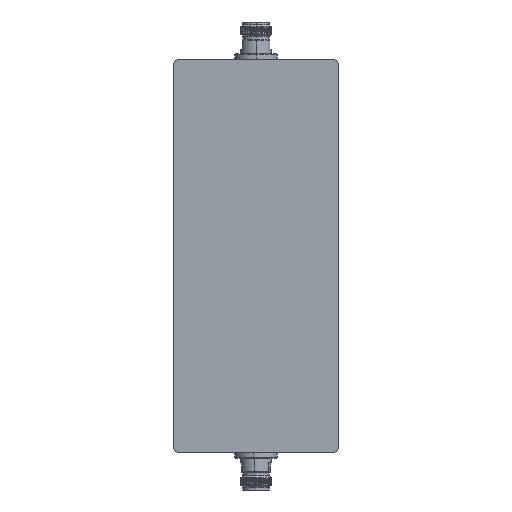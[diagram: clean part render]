
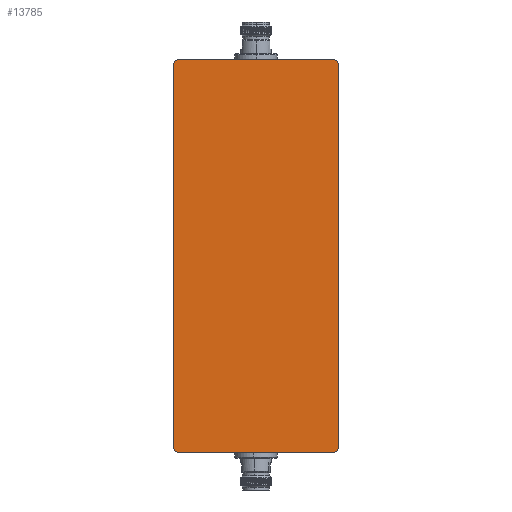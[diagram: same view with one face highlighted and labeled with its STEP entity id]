
A CAD part, front view. The second image highlights one B-rep face of the part: STEP entity #13785.
In plain terms, the highlighted planar face has unit normal (0, -1, 0).
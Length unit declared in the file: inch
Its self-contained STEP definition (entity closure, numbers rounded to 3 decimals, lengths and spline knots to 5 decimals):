
#909 = AXIS2_PLACEMENT_3D ( 'NONE', #14243, #4485, #1904 ) ;
#1456 = ORIENTED_EDGE ( 'NONE', *, *, #2113, .T. ) ;
#1779 = VECTOR ( 'NONE', #8348, 39.37008 ) ;
#1904 = DIRECTION ( 'NONE',  ( 0., 0., 1. ) ) ;
#2079 = VERTEX_POINT ( 'NONE', #3428 ) ;
#2113 = EDGE_CURVE ( 'NONE', #12595, #14117, #6061, .T. ) ;
#2157 = VECTOR ( 'NONE', #7933, 39.37008 ) ;
#2211 = CIRCLE ( 'NONE', #11312, 0.11811 ) ;
#2405 = CARTESIAN_POINT ( 'NONE',  ( 2.03224, -1.53254, 11.92913 ) ) ;
#2765 = LINE ( 'NONE', #7748, #10069 ) ;
#2877 = FACE_OUTER_BOUND ( 'NONE', #11665, .T. ) ;
#3428 = CARTESIAN_POINT ( 'NONE',  ( 1.91413, -1.53254, 11.92913 ) ) ;
#3654 = DIRECTION ( 'NONE',  ( 1., 0., 0. ) ) ;
#4169 = LINE ( 'NONE', #9159, #2157 ) ;
#4393 = ORIENTED_EDGE ( 'NONE', *, *, #10150, .F. ) ;
#4485 = DIRECTION ( 'NONE',  ( 0., -1., 0. ) ) ;
#4686 = DIRECTION ( 'NONE',  ( 0., 0., 1. ) ) ;
#4968 = CARTESIAN_POINT ( 'NONE',  ( 1.91413, -1.53254, 3.97638 ) ) ;
#5049 = CARTESIAN_POINT ( 'NONE',  ( -1.31422, -1.53254, 11.92913 ) ) ;
#5221 = ORIENTED_EDGE ( 'NONE', *, *, #12648, .F. ) ;
#5282 = CARTESIAN_POINT ( 'NONE',  ( -1.31422, -1.53254, 11.81102 ) ) ;
#5386 = CARTESIAN_POINT ( 'NONE',  ( -1.19611, -1.53254, 3.97638 ) ) ;
#5420 = VERTEX_POINT ( 'NONE', #6155 ) ;
#5448 = EDGE_CURVE ( 'NONE', #14117, #15515, #8449, .T. ) ;
#5879 = DIRECTION ( 'NONE',  ( 0., 0., 1. ) ) ;
#5883 = AXIS2_PLACEMENT_3D ( 'NONE', #5049, #9934, #3654 ) ;
#5939 = DIRECTION ( 'NONE',  ( 0., -1., 0. ) ) ;
#6013 = CARTESIAN_POINT ( 'NONE',  ( -1.19611, -1.53254, 11.81102 ) ) ;
#6061 = LINE ( 'NONE', #14483, #1779 ) ;
#6129 = AXIS2_PLACEMENT_3D ( 'NONE', #6013, #5939, #4686 ) ;
#6155 = CARTESIAN_POINT ( 'NONE',  ( -1.19611, -1.53254, 11.92913 ) ) ;
#6361 = ORIENTED_EDGE ( 'NONE', *, *, #15019, .T. ) ;
#6789 = DIRECTION ( 'NONE',  ( 0., -1., 0. ) ) ;
#7321 = EDGE_CURVE ( 'NONE', #10186, #2079, #12646, .T. ) ;
#7397 = VECTOR ( 'NONE', #16062, 39.37008 ) ;
#7748 = CARTESIAN_POINT ( 'NONE',  ( -1.31422, -1.53254, 11.92913 ) ) ;
#7837 = DIRECTION ( 'NONE',  ( 0., 0., 1. ) ) ;
#7862 = PLANE ( 'NONE',  #5883 ) ;
#7933 = DIRECTION ( 'NONE',  ( 1., 0., 0. ) ) ;
#8022 = CARTESIAN_POINT ( 'NONE',  ( 2.03224, -1.53254, 4.09449 ) ) ;
#8348 = DIRECTION ( 'NONE',  ( 0., 0., -1. ) ) ;
#8372 = EDGE_CURVE ( 'NONE', #9328, #14474, #2211, .T. ) ;
#8449 = CIRCLE ( 'NONE', #10008, 0.11811 ) ;
#9013 = ORIENTED_EDGE ( 'NONE', *, *, #5448, .T. ) ;
#9159 = CARTESIAN_POINT ( 'NONE',  ( -1.31422, -1.53254, 3.97638 ) ) ;
#9328 = VERTEX_POINT ( 'NONE', #4968 ) ;
#9744 = ORIENTED_EDGE ( 'NONE', *, *, #13341, .T. ) ;
#9934 = DIRECTION ( 'NONE',  ( 0., 1., 0. ) ) ;
#10008 = AXIS2_PLACEMENT_3D ( 'NONE', #11562, #15354, #7837 ) ;
#10069 = VECTOR ( 'NONE', #12726, 39.37008 ) ;
#10150 = EDGE_CURVE ( 'NONE', #10186, #14474, #14913, .T. ) ;
#10186 = VERTEX_POINT ( 'NONE', #12201 ) ;
#10536 = CARTESIAN_POINT ( 'NONE',  ( -1.31422, -1.53254, 4.09449 ) ) ;
#11310 = ORIENTED_EDGE ( 'NONE', *, *, #7321, .T. ) ;
#11312 = AXIS2_PLACEMENT_3D ( 'NONE', #12063, #6789, #5879 ) ;
#11562 = CARTESIAN_POINT ( 'NONE',  ( -1.19611, -1.53254, 4.09449 ) ) ;
#11665 = EDGE_LOOP ( 'NONE', ( #4393, #11310, #5221, #9744, #1456, #9013, #6361, #15713 ) ) ;
#12063 = CARTESIAN_POINT ( 'NONE',  ( 1.91413, -1.53254, 4.09449 ) ) ;
#12201 = CARTESIAN_POINT ( 'NONE',  ( 2.03224, -1.53254, 11.81102 ) ) ;
#12595 = VERTEX_POINT ( 'NONE', #5282 ) ;
#12646 = CIRCLE ( 'NONE', #909, 0.11811 ) ;
#12648 = EDGE_CURVE ( 'NONE', #5420, #2079, #2765, .T. ) ;
#12726 = DIRECTION ( 'NONE',  ( 1., 0., 0. ) ) ;
#13341 = EDGE_CURVE ( 'NONE', #5420, #12595, #13438, .T. ) ;
#13438 = CIRCLE ( 'NONE', #6129, 0.11811 ) ;
#13785 = ADVANCED_FACE ( 'NONE', ( #2877 ), #7862, .F. ) ;
#14117 = VERTEX_POINT ( 'NONE', #10536 ) ;
#14243 = CARTESIAN_POINT ( 'NONE',  ( 1.91413, -1.53254, 11.81102 ) ) ;
#14474 = VERTEX_POINT ( 'NONE', #8022 ) ;
#14483 = CARTESIAN_POINT ( 'NONE',  ( -1.31422, -1.53254, 11.92913 ) ) ;
#14913 = LINE ( 'NONE', #2405, #7397 ) ;
#15019 = EDGE_CURVE ( 'NONE', #15515, #9328, #4169, .T. ) ;
#15354 = DIRECTION ( 'NONE',  ( 0., -1., 0. ) ) ;
#15515 = VERTEX_POINT ( 'NONE', #5386 ) ;
#15713 = ORIENTED_EDGE ( 'NONE', *, *, #8372, .T. ) ;
#16062 = DIRECTION ( 'NONE',  ( 0., 0., -1. ) ) ;
